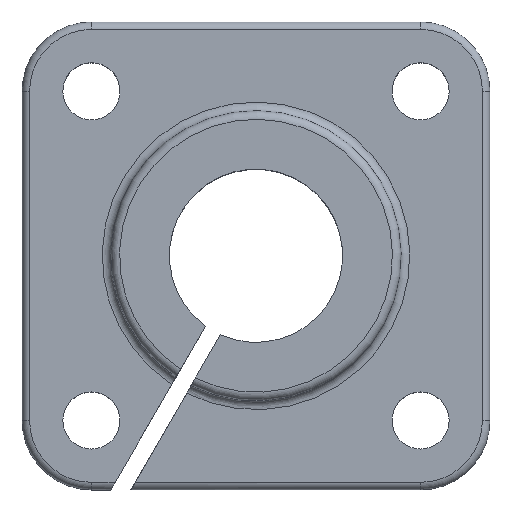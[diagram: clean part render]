
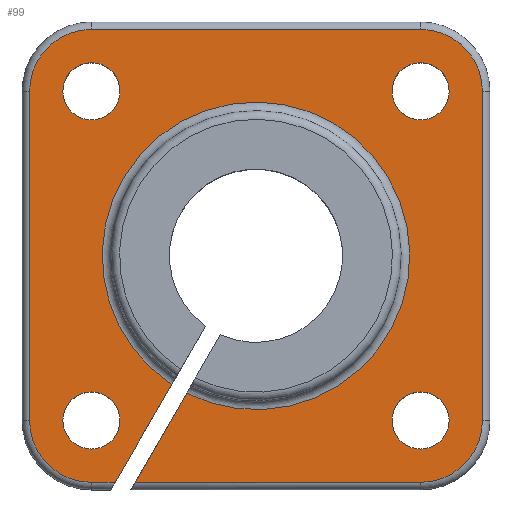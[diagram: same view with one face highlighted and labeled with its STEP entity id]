
A CAD part, top view. The second image highlights one B-rep face of the part: STEP entity #99.
In plain terms, the highlighted planar face has unit normal (0, 0, 1).
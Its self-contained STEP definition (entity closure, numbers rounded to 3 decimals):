
#99 = ADVANCED_FACE( '', ( #221, #222, #223, #224, #225 ), #226, .T. );
#221 = FACE_BOUND( '', #360, .T. );
#222 = FACE_BOUND( '', #361, .T. );
#223 = FACE_OUTER_BOUND( '', #362, .T. );
#224 = FACE_BOUND( '', #363, .T. );
#225 = FACE_BOUND( '', #364, .T. );
#226 = PLANE( '', #365 );
#360 = EDGE_LOOP( '', ( #588 ) );
#361 = EDGE_LOOP( '', ( #589 ) );
#362 = EDGE_LOOP( '', ( #590, #591, #592, #593, #594, #595, #596, #597, #598, #599, #600, #601 ) );
#363 = EDGE_LOOP( '', ( #602 ) );
#364 = EDGE_LOOP( '', ( #603 ) );
#365 = AXIS2_PLACEMENT_3D( '', #604, #605, #606 );
#588 = ORIENTED_EDGE( '', *, *, #822, .F. );
#589 = ORIENTED_EDGE( '', *, *, #823, .F. );
#590 = ORIENTED_EDGE( '', *, *, #824, .F. );
#591 = ORIENTED_EDGE( '', *, *, #790, .T. );
#592 = ORIENTED_EDGE( '', *, *, #813, .T. );
#593 = ORIENTED_EDGE( '', *, *, #749, .T. );
#594 = ORIENTED_EDGE( '', *, *, #825, .F. );
#595 = ORIENTED_EDGE( '', *, *, #826, .T. );
#596 = ORIENTED_EDGE( '', *, *, #772, .F. );
#597 = ORIENTED_EDGE( '', *, *, #795, .T. );
#598 = ORIENTED_EDGE( '', *, *, #739, .F. );
#599 = ORIENTED_EDGE( '', *, *, #827, .T. );
#600 = ORIENTED_EDGE( '', *, *, #762, .F. );
#601 = ORIENTED_EDGE( '', *, *, #745, .T. );
#602 = ORIENTED_EDGE( '', *, *, #818, .F. );
#603 = ORIENTED_EDGE( '', *, *, #797, .F. );
#604 = CARTESIAN_POINT( '', ( 0., 0., 14. ) );
#605 = DIRECTION( '', ( 0., 0., 1. ) );
#606 = DIRECTION( '', ( 1., 0., 0. ) );
#739 = EDGE_CURVE( '', #860, #862, #863, .F. );
#745 = EDGE_CURVE( '', #867, #871, #873, .T. );
#749 = EDGE_CURVE( '', #880, #878, #881, .T. );
#762 = EDGE_CURVE( '', #867, #902, #903, .F. );
#772 = EDGE_CURVE( '', #918, #913, #920, .T. );
#790 = EDGE_CURVE( '', #949, #947, #950, .T. );
#795 = EDGE_CURVE( '', #918, #862, #956, .T. );
#797 = EDGE_CURVE( '', #958, #958, #959, .T. );
#813 = EDGE_CURVE( '', #947, #880, #984, .T. );
#818 = EDGE_CURVE( '', #990, #990, #991, .T. );
#822 = EDGE_CURVE( '', #994, #994, #995, .T. );
#823 = EDGE_CURVE( '', #996, #996, #997, .T. );
#824 = EDGE_CURVE( '', #949, #871, #998, .T. );
#825 = EDGE_CURVE( '', #999, #878, #1000, .T. );
#826 = EDGE_CURVE( '', #999, #913, #1001, .T. );
#827 = EDGE_CURVE( '', #860, #902, #1002, .T. );
#860 = VERTEX_POINT( '', #1037 );
#862 = VERTEX_POINT( '', #1039 );
#863 = LINE( '', #1040, #1041 );
#867 = VERTEX_POINT( '', #1045 );
#871 = VERTEX_POINT( '', #1049 );
#873 = CIRCLE( '', #1051, 7.141 );
#878 = VERTEX_POINT( '', #1057 );
#880 = VERTEX_POINT( '', #1059 );
#881 = LINE( '', #1060, #1061 );
#902 = VERTEX_POINT( '', #1102 );
#903 = LINE( '', #1103, #1104 );
#913 = VERTEX_POINT( '', #1115 );
#918 = VERTEX_POINT( '', #1121 );
#920 = LINE( '', #1123, #1124 );
#947 = VERTEX_POINT( '', #1168 );
#949 = VERTEX_POINT( '', #1179 );
#950 = LINE( '', #1180, #1181 );
#956 = CIRCLE( '', #1187, 7.141 );
#958 = VERTEX_POINT( '', #1189 );
#959 = CIRCLE( '', #1190, 3.3 );
#984 = CIRCLE( '', #1219, 17.75 );
#990 = VERTEX_POINT( '', #1225 );
#991 = CIRCLE( '', #1226, 3.3 );
#994 = VERTEX_POINT( '', #1229 );
#995 = CIRCLE( '', #1230, 3.3 );
#996 = VERTEX_POINT( '', #1231 );
#997 = CIRCLE( '', #1232, 3.3 );
#998 = LINE( '', #1233, #1234 );
#999 = VERTEX_POINT( '', #1235 );
#1000 = LINE( '', #1236, #1237 );
#1001 = CIRCLE( '', #1238, 7.141 );
#1002 = CIRCLE( '', #1239, 7.141 );
#1037 = CARTESIAN_POINT( '', ( -19., 53.141, 14. ) );
#1039 = CARTESIAN_POINT( '', ( 19., 53.141, 14. ) );
#1040 = CARTESIAN_POINT( '', ( 54., 53.141, 14. ) );
#1041 = VECTOR( '', #1279, 1000. );
#1045 = CARTESIAN_POINT( '', ( -26.141, 8., 14. ) );
#1049 = CARTESIAN_POINT( '', ( -19., 0.859, 14. ) );
#1051 = AXIS2_PLACEMENT_3D( '', #1292, #1293, #1294 );
#1057 = CARTESIAN_POINT( '', ( -13.938, 0.859, 14. ) );
#1059 = CARTESIAN_POINT( '', ( -7.995, 11.152, 14. ) );
#1060 = CARTESIAN_POINT( '', ( -10.825, 6.25, 14. ) );
#1061 = VECTOR( '', #1299, 1000. );
#1102 = CARTESIAN_POINT( '', ( -26.141, 46., 14. ) );
#1103 = CARTESIAN_POINT( '', ( -26.141, 81., 14. ) );
#1104 = VECTOR( '', #1312, 1000. );
#1115 = CARTESIAN_POINT( '', ( 26.141, 8., 14. ) );
#1121 = CARTESIAN_POINT( '', ( 26.141, 46., 14. ) );
#1123 = CARTESIAN_POINT( '', ( 26.141, 81., 14. ) );
#1124 = VECTOR( '', #1330, 1000. );
#1168 = CARTESIAN_POINT( '', ( -9.727, 12.152, 14. ) );
#1179 = CARTESIAN_POINT( '', ( -16.247, 0.859, 14. ) );
#1180 = CARTESIAN_POINT( '', ( -12.557, 7.25, 14. ) );
#1181 = VECTOR( '', #1348, 1000. );
#1187 = AXIS2_PLACEMENT_3D( '', #1358, #1359, #1360 );
#1189 = CARTESIAN_POINT( '', ( -15.7, 46., 14. ) );
#1190 = AXIS2_PLACEMENT_3D( '', #1361, #1362, #1363 );
#1219 = AXIS2_PLACEMENT_3D( '', #1392, #1393, #1394 );
#1225 = CARTESIAN_POINT( '', ( -15.7, 8., 14. ) );
#1226 = AXIS2_PLACEMENT_3D( '', #1401, #1402, #1403 );
#1229 = CARTESIAN_POINT( '', ( 22.3, 46., 14. ) );
#1230 = AXIS2_PLACEMENT_3D( '', #1404, #1405, #1406 );
#1231 = CARTESIAN_POINT( '', ( 22.3, 8., 14. ) );
#1232 = AXIS2_PLACEMENT_3D( '', #1407, #1408, #1409 );
#1233 = CARTESIAN_POINT( '', ( 54., 0.859, 14. ) );
#1234 = VECTOR( '', #1410, 1000. );
#1235 = CARTESIAN_POINT( '', ( 19., 0.859, 14. ) );
#1236 = CARTESIAN_POINT( '', ( 54., 0.859, 14. ) );
#1237 = VECTOR( '', #1411, 1000. );
#1238 = AXIS2_PLACEMENT_3D( '', #1412, #1413, #1414 );
#1239 = AXIS2_PLACEMENT_3D( '', #1415, #1416, #1417 );
#1279 = DIRECTION( '', ( -1., 0., 0. ) );
#1292 = CARTESIAN_POINT( '', ( -19., 8., 14. ) );
#1293 = DIRECTION( '', ( 0., 0., 1. ) );
#1294 = DIRECTION( '', ( 1., 0., 0. ) );
#1299 = DIRECTION( '', ( -0.5, -0.866, 0. ) );
#1312 = DIRECTION( '', ( 0., -1., 0. ) );
#1330 = DIRECTION( '', ( 0., -1., 0. ) );
#1348 = DIRECTION( '', ( 0.5, 0.866, 0. ) );
#1358 = CARTESIAN_POINT( '', ( 19., 46., 14. ) );
#1359 = DIRECTION( '', ( 0., 0., 1. ) );
#1360 = DIRECTION( '', ( 1., 0., 0. ) );
#1361 = CARTESIAN_POINT( '', ( -19., 46., 14. ) );
#1362 = DIRECTION( '', ( 0., 0., 1. ) );
#1363 = DIRECTION( '', ( 1., 0., 0. ) );
#1392 = CARTESIAN_POINT( '', ( 0., 27., 14. ) );
#1393 = DIRECTION( '', ( 0., 0., -1. ) );
#1394 = DIRECTION( '', ( -1., 0., 0. ) );
#1401 = CARTESIAN_POINT( '', ( -19., 8., 14. ) );
#1402 = DIRECTION( '', ( 0., 0., 1. ) );
#1403 = DIRECTION( '', ( 1., 0., 0. ) );
#1404 = CARTESIAN_POINT( '', ( 19., 46., 14. ) );
#1405 = DIRECTION( '', ( 0., 0., 1. ) );
#1406 = DIRECTION( '', ( 1., 0., 0. ) );
#1407 = CARTESIAN_POINT( '', ( 19., 8., 14. ) );
#1408 = DIRECTION( '', ( 0., 0., 1. ) );
#1409 = DIRECTION( '', ( 1., 0., 0. ) );
#1410 = DIRECTION( '', ( -1., 0., 0. ) );
#1411 = DIRECTION( '', ( -1., 0., 0. ) );
#1412 = CARTESIAN_POINT( '', ( 19., 8., 14. ) );
#1413 = DIRECTION( '', ( 0., 0., 1. ) );
#1414 = DIRECTION( '', ( 1., 0., 0. ) );
#1415 = CARTESIAN_POINT( '', ( -19., 46., 14. ) );
#1416 = DIRECTION( '', ( 0., 0., 1. ) );
#1417 = DIRECTION( '', ( 1., 0., 0. ) );
